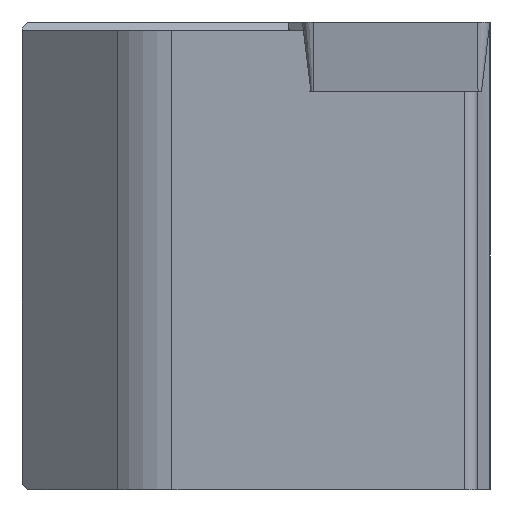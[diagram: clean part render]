
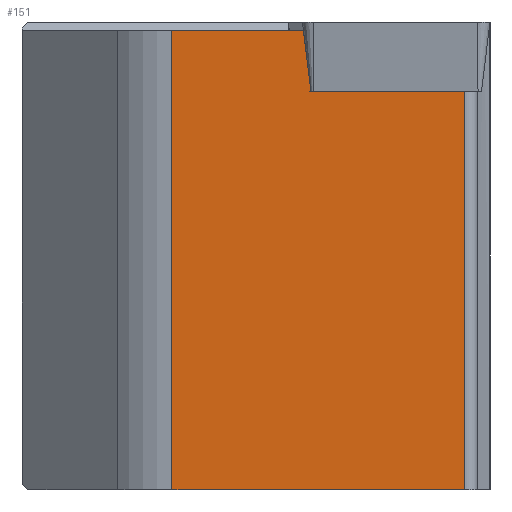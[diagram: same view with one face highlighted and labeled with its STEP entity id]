
A CAD part, left-side view. The second image highlights one B-rep face of the part: STEP entity #151.
In plain terms, the highlighted planar face has unit normal (-0.996, 0.087, 0).
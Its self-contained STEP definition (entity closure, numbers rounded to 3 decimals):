
#151=ADVANCED_FACE('',(#204),#179,.F.);
#179=PLANE('',#666);
#204=FACE_OUTER_BOUND('',#234,.T.);
#234=EDGE_LOOP('',(#324,#325,#326,#327,#328,#329));
#324=ORIENTED_EDGE('',*,*,#493,.T.);
#325=ORIENTED_EDGE('',*,*,#494,.T.);
#326=ORIENTED_EDGE('',*,*,#486,.F.);
#327=ORIENTED_EDGE('',*,*,#495,.T.);
#328=ORIENTED_EDGE('',*,*,#465,.F.);
#329=ORIENTED_EDGE('',*,*,#492,.T.);
#410=VERTEX_POINT('',#866);
#414=VERTEX_POINT('',#875);
#423=VERTEX_POINT('',#908);
#427=VERTEX_POINT('',#917);
#430=VERTEX_POINT('',#929);
#431=VERTEX_POINT('',#933);
#465=EDGE_CURVE('',#414,#410,#537,.T.);
#486=EDGE_CURVE('',#427,#423,#555,.T.);
#492=EDGE_CURVE('',#414,#430,#560,.T.);
#493=EDGE_CURVE('',#430,#431,#561,.T.);
#494=EDGE_CURVE('',#431,#423,#562,.T.);
#495=EDGE_CURVE('',#427,#410,#563,.T.);
#537=LINE('',#876,#597);
#555=LINE('',#918,#615);
#560=LINE('',#930,#620);
#561=LINE('',#932,#621);
#562=LINE('',#934,#622);
#563=LINE('',#935,#623);
#597=VECTOR('',#715,1.);
#615=VECTOR('',#755,1.);
#620=VECTOR('',#768,1.);
#621=VECTOR('',#771,1.);
#622=VECTOR('',#772,1.);
#623=VECTOR('',#773,1.);
#666=AXIS2_PLACEMENT_3D('',#936,#774,#775);
#715=DIRECTION('',(0.087,0.996,0.));
#755=DIRECTION('',(-0.087,-0.996,0.));
#768=DIRECTION('',(0.,0.,1.));
#771=DIRECTION('',(0.087,0.996,0.));
#772=DIRECTION('',(0.011,0.123,0.992));
#773=DIRECTION('',(0.,0.,-1.));
#774=DIRECTION('',(0.996,-0.087,0.));
#775=DIRECTION('',(0.087,0.996,0.));
#866=CARTESIAN_POINT('',(1.308,-5.128,-16.));
#875=CARTESIAN_POINT('',(0.433,-15.134,-16.));
#876=CARTESIAN_POINT('',(0.433,-15.134,-16.));
#908=CARTESIAN_POINT('',(0.915,-9.619,-0.3));
#917=CARTESIAN_POINT('',(1.308,-5.128,-0.3));
#918=CARTESIAN_POINT('',(0.433,-15.134,-0.3));
#929=CARTESIAN_POINT('',(0.433,-15.134,-2.38));
#930=CARTESIAN_POINT('',(0.433,-15.134,-30.));
#932=CARTESIAN_POINT('',(0.433,-15.134,-2.38));
#933=CARTESIAN_POINT('',(0.893,-9.877,-2.38));
#934=CARTESIAN_POINT('',(0.59,-13.336,-30.225));
#935=CARTESIAN_POINT('',(1.308,-5.128,-30.));
#936=CARTESIAN_POINT('',(0.433,-15.134,-30.));
